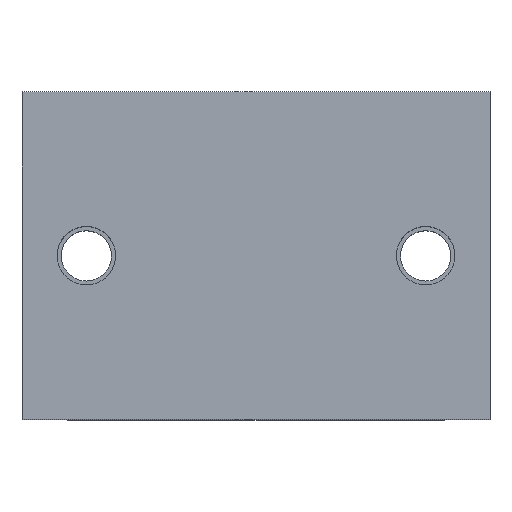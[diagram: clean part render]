
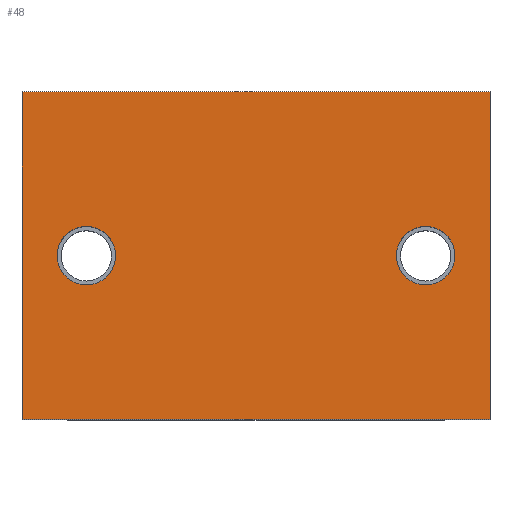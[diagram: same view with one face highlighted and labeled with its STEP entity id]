
A CAD part, top view. The second image highlights one B-rep face of the part: STEP entity #48.
In plain terms, the highlighted planar face has unit normal (0, 0, 1).
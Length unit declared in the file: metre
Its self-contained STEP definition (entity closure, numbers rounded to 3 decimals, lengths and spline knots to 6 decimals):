
#48 = ADVANCED_FACE( '', ( #109, #110, #111 ), #112, .T. );
#109 = FACE_BOUND( '', #196, .T. );
#110 = FACE_OUTER_BOUND( '', #197, .T. );
#111 = FACE_BOUND( '', #198, .T. );
#112 = PLANE( '', #199 );
#196 = EDGE_LOOP( '', ( #281 ) );
#197 = EDGE_LOOP( '', ( #282, #283, #284, #285 ) );
#198 = EDGE_LOOP( '', ( #286 ) );
#199 = AXIS2_PLACEMENT_3D( '', #287, #288, #289 );
#281 = ORIENTED_EDGE( '', *, *, #422, .T. );
#282 = ORIENTED_EDGE( '', *, *, #423, .F. );
#283 = ORIENTED_EDGE( '', *, *, #424, .F. );
#284 = ORIENTED_EDGE( '', *, *, #425, .T. );
#285 = ORIENTED_EDGE( '', *, *, #426, .T. );
#286 = ORIENTED_EDGE( '', *, *, #427, .T. );
#287 = CARTESIAN_POINT( '', ( -0.02, -0.014, 0.017 ) );
#288 = DIRECTION( '', ( 0., 0., 1. ) );
#289 = DIRECTION( '', ( 1., 0., 0. ) );
#422 = EDGE_CURVE( '', #479, #479, #480, .T. );
#423 = EDGE_CURVE( '', #481, #482, #483, .T. );
#424 = EDGE_CURVE( '', #484, #481, #485, .T. );
#425 = EDGE_CURVE( '', #484, #486, #487, .T. );
#426 = EDGE_CURVE( '', #486, #482, #488, .T. );
#427 = EDGE_CURVE( '', #489, #489, #490, .T. );
#479 = VERTEX_POINT( '', #561 );
#480 = CIRCLE( '', #562, 0.0025 );
#481 = VERTEX_POINT( '', #563 );
#482 = VERTEX_POINT( '', #564 );
#483 = LINE( '', #565, #566 );
#484 = VERTEX_POINT( '', #567 );
#485 = LINE( '', #568, #569 );
#486 = VERTEX_POINT( '', #570 );
#487 = LINE( '', #571, #572 );
#488 = LINE( '', #573, #574 );
#489 = VERTEX_POINT( '', #575 );
#490 = CIRCLE( '', #576, 0.0025 );
#561 = CARTESIAN_POINT( '', ( 0.0145, 0.0025, 0.017 ) );
#562 = AXIS2_PLACEMENT_3D( '', #718, #719, #720 );
#563 = CARTESIAN_POINT( '', ( -0.02, 0.014, 0.017 ) );
#564 = CARTESIAN_POINT( '', ( 0.02, 0.014, 0.017 ) );
#565 = CARTESIAN_POINT( '', ( -0.02, 0.014, 0.017 ) );
#566 = VECTOR( '', #721, 1. );
#567 = CARTESIAN_POINT( '', ( -0.02, -0.014, 0.017 ) );
#568 = CARTESIAN_POINT( '', ( -0.02, -0.014, 0.017 ) );
#569 = VECTOR( '', #722, 1. );
#570 = CARTESIAN_POINT( '', ( 0.02, -0.014, 0.017 ) );
#571 = CARTESIAN_POINT( '', ( -0.02, -0.014, 0.017 ) );
#572 = VECTOR( '', #723, 1. );
#573 = CARTESIAN_POINT( '', ( 0.02, -0.014, 0.017 ) );
#574 = VECTOR( '', #724, 1. );
#575 = CARTESIAN_POINT( '', ( -0.0145, 0.0025, 0.017 ) );
#576 = AXIS2_PLACEMENT_3D( '', #725, #726, #727 );
#718 = CARTESIAN_POINT( '', ( 0.0145, 0., 0.017 ) );
#719 = DIRECTION( '', ( 0., 0., -1. ) );
#720 = DIRECTION( '', ( 0., 1., 0. ) );
#721 = DIRECTION( '', ( 1., 0., 0. ) );
#722 = DIRECTION( '', ( 0., 1., 0. ) );
#723 = DIRECTION( '', ( 1., 0., 0. ) );
#724 = DIRECTION( '', ( 0., 1., 0. ) );
#725 = CARTESIAN_POINT( '', ( -0.0145, 0., 0.017 ) );
#726 = DIRECTION( '', ( 0., 0., -1. ) );
#727 = DIRECTION( '', ( 0., 1., 0. ) );
